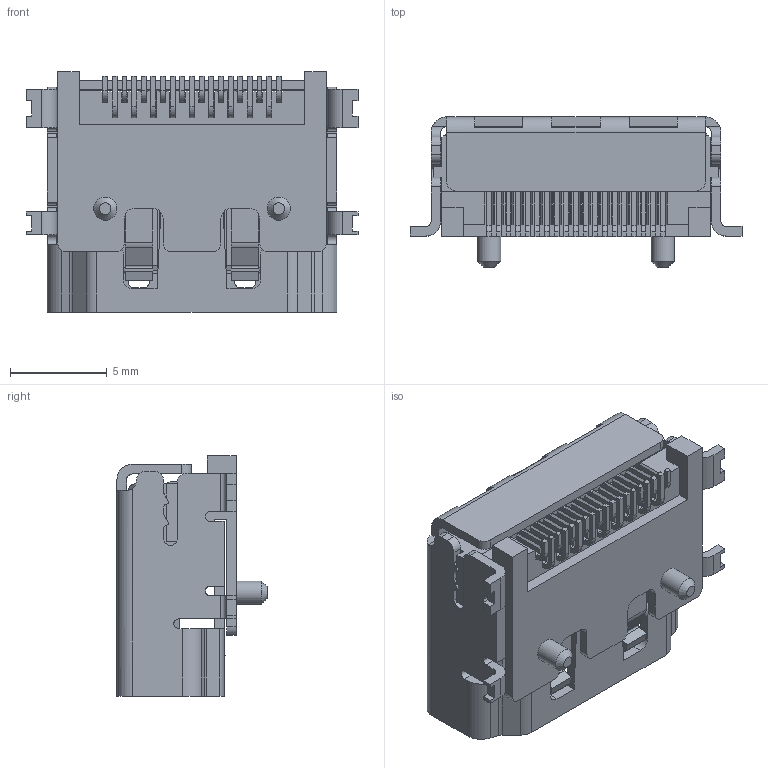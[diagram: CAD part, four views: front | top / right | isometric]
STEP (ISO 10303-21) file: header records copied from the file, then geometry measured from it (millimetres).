
FILE_DESCRIPTION( ( 'STEP AP203' ), '1' );
FILE_NAME( 'HDMR-19-02-S-SM.stp', '2021-08-15T16:51:09', ( 'License CC BY-ND 4.0' ), ( 'CADENAS' ), ' ', 'PARTsolutions', ' ' );
FILE_SCHEMA( ( 'CONFIG_CONTROL_DESIGN' ) );
Length unit declared in the file: millimetre
Products named in the file (4): HDMR-19-02-S-SM; _HDMR-19-02-S-SM_b; _HDMR-19-02-S-SM_s; _HDMR-19-02-S-SM_p
Assembly tree (3 placements, depth 2):
  HDMR-19-02-S-SM
    _HDMR-19-02-S-SM_b
    _HDMR-19-02-S-SM_s
    _HDMR-19-02-S-SM_p
Bounding box: 17.2 x 7.78 x 12.45 mm (x, y, z)
Volume: 502.6 mm3; surface area: 2147.8 mm2
Topology: 3 solids, 3 shells, 977 faces, 2947 edges, 1956 vertices
Faces by surface type: plane 790, cylinder 185, cone 2
Full cylindrical faces by diameter (mm): 1.2 x2
Entity records: 33000 total; most frequent: CARTESIAN_POINT 5900, ORIENTED_EDGE 5886, DIRECTION 5323, EDGE_CURVE 2943, LINE 2517, VECTOR 2517, VERTEX_POINT 1956, AXIS2_PLACEMENT_3D 1403
